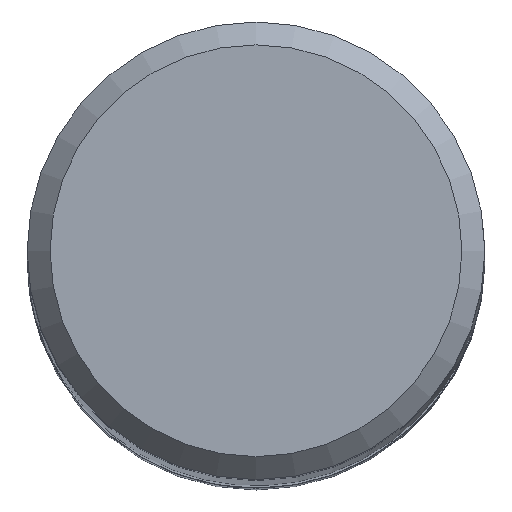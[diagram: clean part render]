
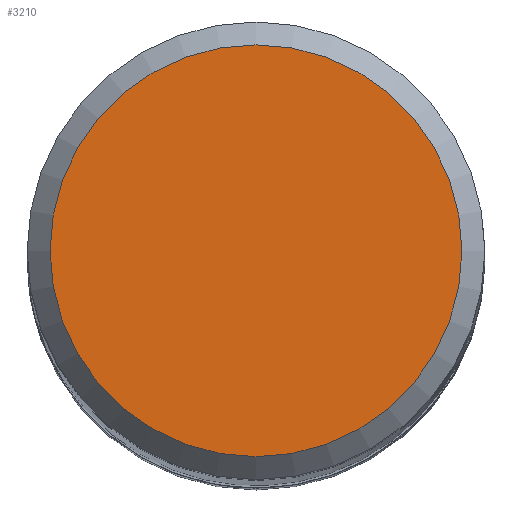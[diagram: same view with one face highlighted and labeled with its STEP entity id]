
A CAD part, top view. The second image highlights one B-rep face of the part: STEP entity #3210.
In plain terms, the highlighted free-form (B-spline) face has degree [1, 1] with [2, 2] control points.
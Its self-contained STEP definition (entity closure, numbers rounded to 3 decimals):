
#2740 = CARTESIAN_POINT ('', (-2.7, 0., 0.));
#2750 = VERTEX_POINT ('', #2740);
#2820 = CARTESIAN_POINT ('', (0., 0., 0.));
#2830 = DIRECTION ('', (0., 0., -1.));
#2840 = DIRECTION ('', (-1., 0., 0.));
#2850 = AXIS2_PLACEMENT_3D ('', #2820, #2830, #2840);
#2860 = CIRCLE ('', #2850, 2.7);
#2870 = EDGE_CURVE ('', #2750, #2750, #2860, .T.);
#3130 = ORIENTED_EDGE ('', *, *, #2870, .F.);
#3140 = EDGE_LOOP ('', (#3130));
#3150 = FACE_OUTER_BOUND ('', #3140, .T.);
#3160 = CARTESIAN_POINT ('', (2.7, -2.7, 0.));
#3170 = CARTESIAN_POINT ('', (-2.7, -2.7, 0.));
#3180 = CARTESIAN_POINT ('', (2.7, 2.7, 0.));
#3190 = CARTESIAN_POINT ('', (-2.7, 2.7, 0.));
#3200 = B_SPLINE_SURFACE_WITH_KNOTS ('', 1, 1, ((#3160, #3170), (#3180, #3190)), .UNSPECIFIED., .F., .F., .U., (2, 2), (2, 2), (0.045, 0.955), (0.045, 0.955), .UNSPECIFIED.);
#3210 = ADVANCED_FACE ('', (#3150), #3200, .T.);
